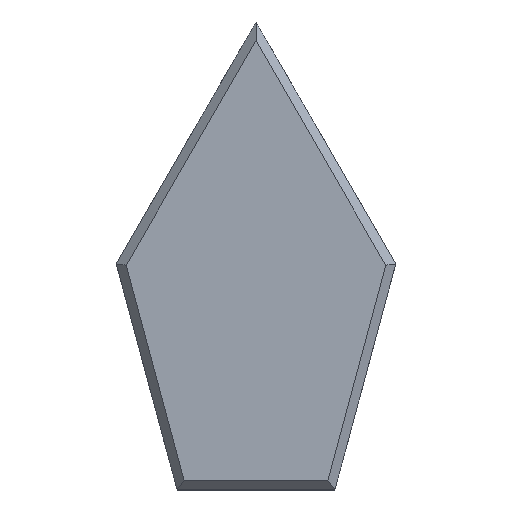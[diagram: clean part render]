
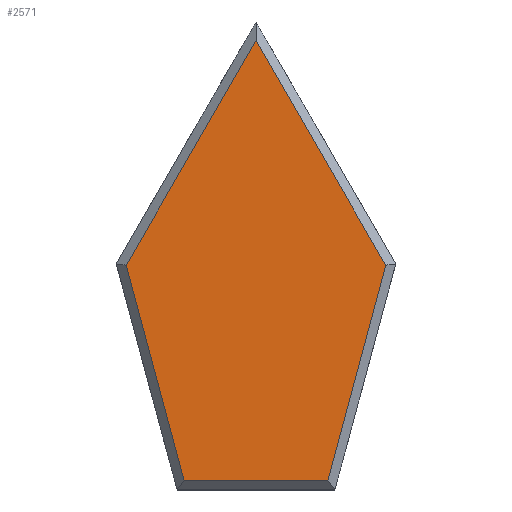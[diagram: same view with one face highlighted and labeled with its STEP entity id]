
A CAD part, top view. The second image highlights one B-rep face of the part: STEP entity #2571.
In plain terms, the highlighted planar face has unit normal (0, 0, 1).
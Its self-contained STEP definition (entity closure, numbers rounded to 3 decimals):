
#27=FACE_OUTER_BOUND('',#177,.T.);
#177=EDGE_LOOP('',(#1729,#1730,#1731,#1732,#1733));
#319=LINE('',#3548,#692);
#323=LINE('',#3556,#696);
#326=LINE('',#3562,#699);
#330=LINE('',#3570,#703);
#333=LINE('',#3574,#706);
#692=VECTOR('',#2877,10.);
#696=VECTOR('',#2883,10.);
#699=VECTOR('',#2888,10.);
#703=VECTOR('',#2894,10.);
#706=VECTOR('',#2899,10.);
#1065=VERTEX_POINT('',#3546);
#1066=VERTEX_POINT('',#3547);
#1069=VERTEX_POINT('',#3555);
#1071=VERTEX_POINT('',#3561);
#1074=VERTEX_POINT('',#3569);
#1296=EDGE_CURVE('',#1065,#1066,#319,.T.);
#1300=EDGE_CURVE('',#1066,#1069,#323,.T.);
#1303=EDGE_CURVE('',#1069,#1071,#326,.T.);
#1307=EDGE_CURVE('',#1071,#1074,#330,.T.);
#1310=EDGE_CURVE('',#1074,#1065,#333,.T.);
#1729=ORIENTED_EDGE('',*,*,#1296,.F.);
#1730=ORIENTED_EDGE('',*,*,#1310,.F.);
#1731=ORIENTED_EDGE('',*,*,#1307,.F.);
#1732=ORIENTED_EDGE('',*,*,#1303,.F.);
#1733=ORIENTED_EDGE('',*,*,#1300,.F.);
#2423=PLANE('',#2733);
#2571=ADVANCED_FACE('',(#27),#2423,.T.);
#2733=AXIS2_PLACEMENT_3D('',#3645,#2941,#2942);
#2877=DIRECTION('',(-0.26,0.966,0.));
#2883=DIRECTION('',(0.5,0.866,0.));
#2888=DIRECTION('',(0.5,-0.866,0.));
#2894=DIRECTION('',(-0.26,-0.966,0.));
#2899=DIRECTION('',(-1.,0.,0.));
#2941=DIRECTION('center_axis',(0.,0.,1.));
#2942=DIRECTION('ref_axis',(1.,0.,0.));
#3546=CARTESIAN_POINT('',(34.603,-100.783,16.6));
#3547=CARTESIAN_POINT('',(25.193,-65.774,16.6));
#3548=CARTESIAN_POINT('',(23.917,-61.028,16.6));
#3555=CARTESIAN_POINT('',(46.28,-29.249,16.6));
#3556=CARTESIAN_POINT('',(42.313,-36.12,16.6));
#3561=CARTESIAN_POINT('',(67.368,-65.774,16.6));
#3562=CARTESIAN_POINT('',(61.596,-55.777,16.6));
#3569=CARTESIAN_POINT('',(57.958,-100.783,16.6));
#3570=CARTESIAN_POINT('',(63.709,-79.388,16.6));
#3574=CARTESIAN_POINT('',(39.866,-100.783,16.6));
#3645=CARTESIAN_POINT('Origin',(46.28,-50.572,16.6));
